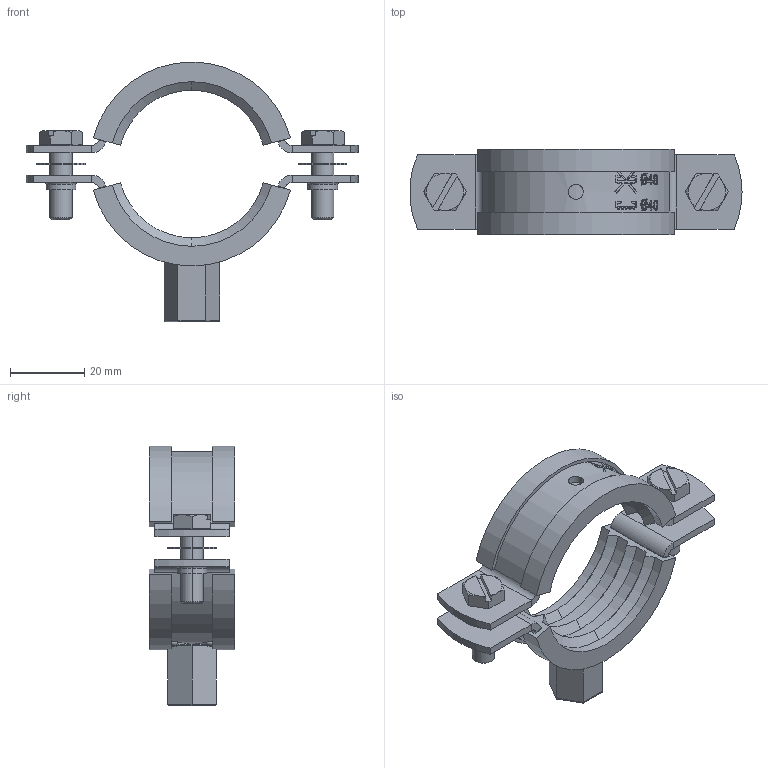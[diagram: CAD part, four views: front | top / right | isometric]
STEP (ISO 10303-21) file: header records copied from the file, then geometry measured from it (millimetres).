
FILE_DESCRIPTION (( 'STEP AP214' ), '1' );
FILE_NAME ('31179040.STEP', '2022-10-27T06:33:12', ( '' ), ( '' ), 'SwSTEP 2.0', 'SolidWorks 2021', '' );
FILE_SCHEMA (( 'AUTOMOTIVE_DESIGN' ));
Length unit declared in the file: millimetre
Products named in the file (8): 9519002599; 8020130048; 8110130048; Clamp^8110130048; 31179040; 9541506020; 9735013060; 9442201841^31179040
Assembly tree (10 placements, depth 3):
  31179040
    8110130048
      Clamp^8110130048
      9519002599
    8020130048
    9541506020  x2
    9735013060  x2
    9442201841^31179040  x2
Bounding box: 89.54 x 23 x 70.09 mm (x, y, z)
Volume: 20937.4 mm3; surface area: 24399.4 mm2
Topology: 9 solids, 9 shells, 525 faces, 1357 edges, 870 vertices
Faces by surface type: plane 170, bspline 166, cylinder 129, cone 48, torus 12
Entity records: 26129 total; most frequent: CARTESIAN_POINT 16237, ORIENTED_EDGE 2316, DIRECTION 1429, EDGE_CURVE 1158, VERTEX_POINT 741, B_SPLINE_CURVE_WITH_KNOTS 555, AXIS2_PLACEMENT_3D 543, EDGE_LOOP 481
